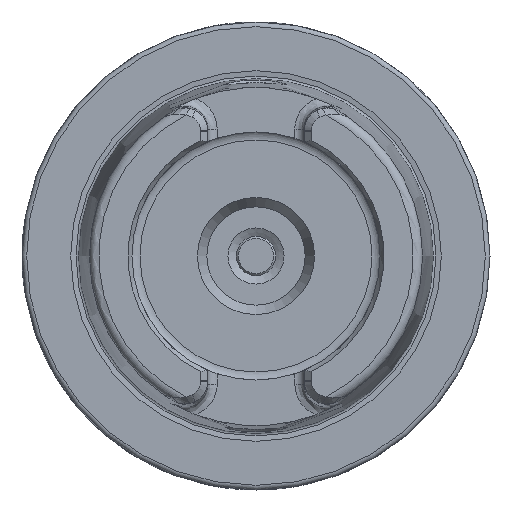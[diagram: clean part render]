
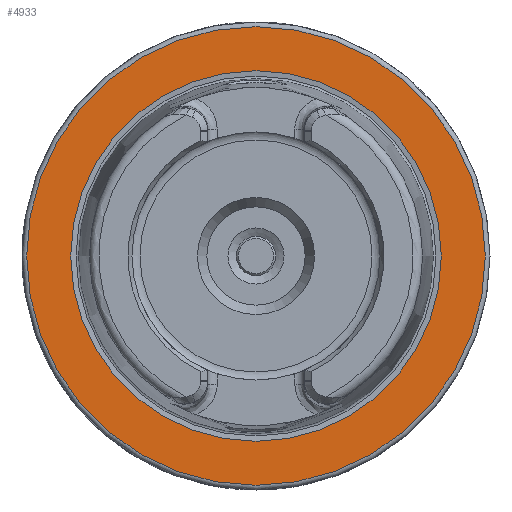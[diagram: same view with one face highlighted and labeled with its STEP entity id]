
A CAD part, left-side view. The second image highlights one B-rep face of the part: STEP entity #4933.
In plain terms, the highlighted planar face has unit normal (-1, 0, 0).
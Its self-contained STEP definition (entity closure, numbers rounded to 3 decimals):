
#203=FACE_BOUND('',#922,.T.);
#378=CIRCLE('',#5365,39.587);
#379=CIRCLE('',#5366,39.587);
#380=CIRCLE('',#5368,49.);
#381=CIRCLE('',#5369,49.);
#617=FACE_OUTER_BOUND('',#921,.T.);
#921=EDGE_LOOP('',(#4138,#4139));
#922=EDGE_LOOP('',(#4140,#4141));
#2240=VERTEX_POINT('',#11326);
#2241=VERTEX_POINT('',#11328);
#2242=VERTEX_POINT('',#11332);
#2243=VERTEX_POINT('',#11333);
#2893=EDGE_CURVE('',#2241,#2240,#378,.T.);
#2894=EDGE_CURVE('',#2240,#2241,#379,.T.);
#2895=EDGE_CURVE('',#2242,#2243,#380,.T.);
#2896=EDGE_CURVE('',#2243,#2242,#381,.T.);
#4138=ORIENTED_EDGE('',*,*,#2895,.F.);
#4139=ORIENTED_EDGE('',*,*,#2896,.F.);
#4140=ORIENTED_EDGE('',*,*,#2893,.T.);
#4141=ORIENTED_EDGE('',*,*,#2894,.T.);
#4666=PLANE('',#5367);
#4933=ADVANCED_FACE('',(#617,#203),#4666,.T.);
#5365=AXIS2_PLACEMENT_3D('',#11329,#6326,#6327);
#5366=AXIS2_PLACEMENT_3D('',#11330,#6328,#6329);
#5367=AXIS2_PLACEMENT_3D('',#11331,#6330,#6331);
#5368=AXIS2_PLACEMENT_3D('',#11334,#6332,#6333);
#5369=AXIS2_PLACEMENT_3D('',#11335,#6334,#6335);
#6326=DIRECTION('center_axis',(1.,0.,0.));
#6327=DIRECTION('ref_axis',(0.,0.,-1.));
#6328=DIRECTION('center_axis',(1.,0.,0.));
#6329=DIRECTION('ref_axis',(0.,0.,-1.));
#6330=DIRECTION('center_axis',(-1.,0.,0.));
#6331=DIRECTION('ref_axis',(0.,0.,1.));
#6332=DIRECTION('center_axis',(1.,0.,0.));
#6333=DIRECTION('ref_axis',(0.,0.,-1.));
#6334=DIRECTION('center_axis',(1.,0.,0.));
#6335=DIRECTION('ref_axis',(0.,0.,-1.));
#11326=CARTESIAN_POINT('',(0.,-39.587,0.));
#11328=CARTESIAN_POINT('',(0.,39.587,0.));
#11329=CARTESIAN_POINT('Origin',(0.,0.,0.));
#11330=CARTESIAN_POINT('Origin',(0.,0.,0.));
#11331=CARTESIAN_POINT('Origin',(0.,49.,
0.));
#11332=CARTESIAN_POINT('',(0.,49.,0.));
#11333=CARTESIAN_POINT('',(0.,0.,
49.));
#11334=CARTESIAN_POINT('Origin',(0.,0.,0.));
#11335=CARTESIAN_POINT('Origin',(0.,0.,0.));
